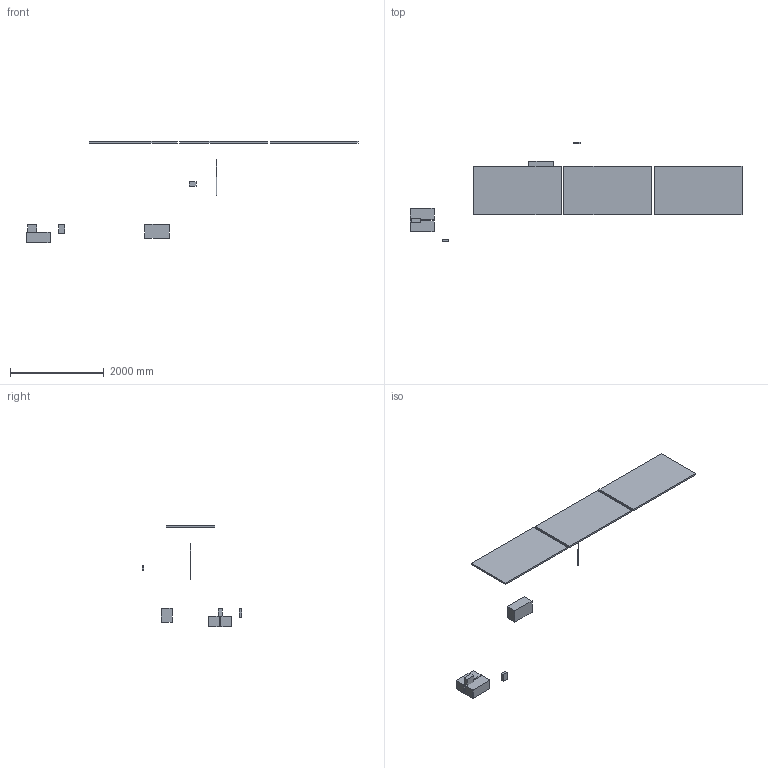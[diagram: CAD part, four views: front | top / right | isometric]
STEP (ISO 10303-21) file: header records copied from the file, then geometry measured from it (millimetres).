
FILE_DESCRIPTION(('Open CASCADE Model'),'2;1');
FILE_NAME('Open CASCADE Shape Model','2025-11-06T01:09:13',('Author'),( 'Open CASCADE'),'Open CASCADE STEP processor 7.8','Open CASCADE 7.8' ,'Unknown');
FILE_SCHEMA(('AUTOMOTIVE_DESIGN { 1 0 10303 214 1 1 1 1 }'));
Length unit declared in the file: millimetre
Products named in the file (9): a2595f25-ba99-11f0-90dc-9c6b005f4edd; battery1; multiplus; mppt; lynx; cerbo; panel1; cable_batt_lynx; cable_mppt_lynx
Assembly tree (11 placements, depth 2):
  a2595f25-ba99-11f0-90dc-9c6b005f4edd
    battery1  x2
    multiplus
    mppt
    lynx
    cerbo
    panel1  x3
    cable_batt_lynx
    cable_mppt_lynx
Bounding box: 7092.95 x 2121.79 x 2160.27 mm (x, y, z)
Volume: 304936612.9 mm3; surface area: 14540567 mm2
Topology: 11 solids, 11 shells, 68 faces, 138 edges, 92 vertices
Faces by surface type: plane 58, cylinder 10
Full cylindrical faces by diameter (mm): 12.7 x1, 19.05 x1
Entity records: 2581 total; most frequent: CARTESIAN_POINT 412, DIRECTION 394, LINE 246, VECTOR 246, ORIENTED_EDGE 180, PCURVE 180, DEFINITIONAL_REPRESENTATION 180, EDGE_CURVE 90
